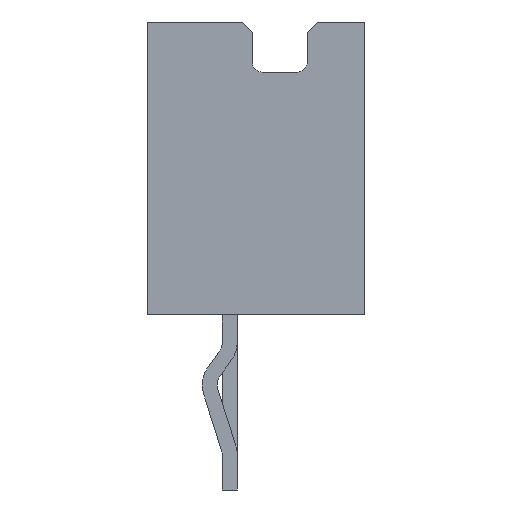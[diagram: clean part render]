
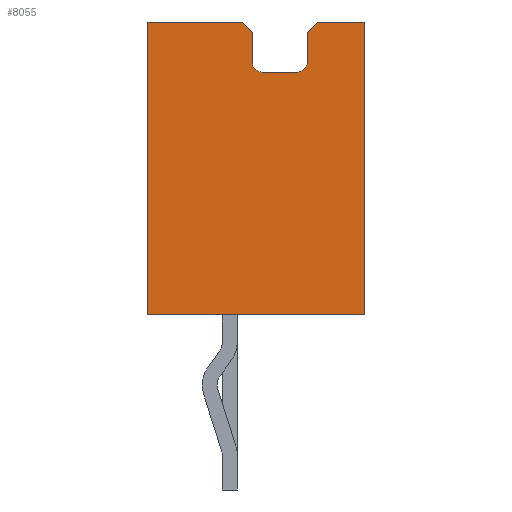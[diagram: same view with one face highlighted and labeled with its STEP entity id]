
A CAD part, left-side view. The second image highlights one B-rep face of the part: STEP entity #8055.
In plain terms, the highlighted planar face has unit normal (-1, 0, 0).
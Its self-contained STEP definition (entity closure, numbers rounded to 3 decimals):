
#153=DIRECTION('',(0.,-1.,0.));
#154=VECTOR('',#153,4.35);
#155=CARTESIAN_POINT('',(-11.,2.175,-2.925));
#156=LINE('',#155,#154);
#509=DIRECTION('',(0.,0.,1.));
#510=VECTOR('',#509,5.85);
#511=CARTESIAN_POINT('',(-11.,-2.175,-2.925));
#512=LINE('',#511,#510);
#605=DIRECTION('',(0.,-1.,0.));
#606=VECTOR('',#605,1.9);
#607=CARTESIAN_POINT('',(-11.,2.175,2.925));
#608=LINE('',#607,#606);
#661=DIRECTION('',(0.,-1.,0.));
#662=VECTOR('',#661,0.95);
#663=CARTESIAN_POINT('',(-11.,-1.225,2.925));
#664=LINE('',#663,#662);
#695=DIRECTION('',(0.,0.707,0.707));
#696=VECTOR('',#695,0.283);
#697=CARTESIAN_POINT('',(-11.,0.075,2.725));
#698=LINE('',#697,#696);
#699=DIRECTION('',(0.,0.,-1.));
#700=VECTOR('',#699,0.6);
#701=CARTESIAN_POINT('',(-11.,0.075,2.725));
#702=LINE('',#701,#700);
#703=CARTESIAN_POINT('',(-11.,-0.125,2.125));
#704=DIRECTION('',(1.,0.,0.));
#705=DIRECTION('',(0.,0.,-1.));
#706=AXIS2_PLACEMENT_3D('',#703,#704,#705);
#708=DIRECTION('',(0.,1.,0.));
#709=VECTOR('',#708,0.7);
#710=CARTESIAN_POINT('',(-11.,-0.825,1.925));
#711=LINE('',#710,#709);
#712=CARTESIAN_POINT('',(-11.,-0.825,2.125));
#713=DIRECTION('',(1.,0.,0.));
#714=DIRECTION('',(0.,-1.,0.));
#715=AXIS2_PLACEMENT_3D('',#712,#713,#714);
#717=DIRECTION('',(0.,0.,-1.));
#718=VECTOR('',#717,0.6);
#719=CARTESIAN_POINT('',(-11.,-1.025,2.725));
#720=LINE('',#719,#718);
#721=DIRECTION('',(0.,0.707,-0.707));
#722=VECTOR('',#721,0.283);
#723=CARTESIAN_POINT('',(-11.,-1.225,2.925));
#724=LINE('',#723,#722);
#725=DIRECTION('',(0.,0.,1.));
#726=VECTOR('',#725,5.85);
#727=CARTESIAN_POINT('',(-11.,2.175,-2.925));
#728=LINE('',#727,#726);
#5663=CARTESIAN_POINT('',(-11.,2.175,-2.925));
#5664=CARTESIAN_POINT('',(-11.,-2.175,-2.925));
#5665=VERTEX_POINT('',#5663);
#5666=VERTEX_POINT('',#5664);
#5667=CARTESIAN_POINT('',(-11.,-2.175,2.925));
#5669=VERTEX_POINT('',#5667);
#5672=CARTESIAN_POINT('',(-11.,2.175,2.925));
#5674=VERTEX_POINT('',#5672);
#5687=CARTESIAN_POINT('',(-11.,-1.025,2.125));
#5688=CARTESIAN_POINT('',(-11.,-0.825,1.925));
#5689=VERTEX_POINT('',#5687);
#5690=VERTEX_POINT('',#5688);
#5691=CARTESIAN_POINT('',(-11.,-0.125,1.925));
#5692=VERTEX_POINT('',#5691);
#5693=CARTESIAN_POINT('',(-11.,0.075,2.125));
#5694=VERTEX_POINT('',#5693);
#5925=CARTESIAN_POINT('',(-11.,0.075,2.725));
#5926=CARTESIAN_POINT('',(-11.,0.275,2.925));
#5927=VERTEX_POINT('',#5925);
#5928=VERTEX_POINT('',#5926);
#5993=CARTESIAN_POINT('',(-11.,-1.225,2.925));
#5994=CARTESIAN_POINT('',(-11.,-1.025,2.725));
#5995=VERTEX_POINT('',#5993);
#5996=VERTEX_POINT('',#5994);
#8030=CARTESIAN_POINT('',(-11.,2.175,-2.925));
#8031=DIRECTION('',(-1.,0.,0.));
#8032=DIRECTION('',(0.,-1.,0.));
#8033=AXIS2_PLACEMENT_3D('',#8030,#8031,#8032);
#8034=PLANE('',#8033);
#8035=ORIENTED_EDGE('',*,*,#8020,.F.);
#8037=ORIENTED_EDGE('',*,*,#8036,.T.);
#8039=ORIENTED_EDGE('',*,*,#8038,.F.);
#8041=ORIENTED_EDGE('',*,*,#8040,.F.);
#8043=ORIENTED_EDGE('',*,*,#8042,.F.);
#8045=ORIENTED_EDGE('',*,*,#8044,.F.);
#8047=ORIENTED_EDGE('',*,*,#8046,.F.);
#8048=ORIENTED_EDGE('',*,*,#7999,.T.);
#8049=ORIENTED_EDGE('',*,*,#7810,.F.);
#8050=ORIENTED_EDGE('',*,*,#7576,.F.);
#8051=ORIENTED_EDGE('',*,*,#7633,.T.);
#8052=ORIENTED_EDGE('',*,*,#7965,.T.);
#8053=EDGE_LOOP('',(#8035,#8037,#8039,#8041,#8043,#8045,#8047,#8048,#8049,#8050,
#8051,#8052));
#8054=FACE_OUTER_BOUND('',#8053,.F.);
#8055=ADVANCED_FACE('',(#8054),#8034,.T.);
#707=CIRCLE('',#706,0.2);
#716=CIRCLE('',#715,0.2);
#7576=EDGE_CURVE('',#5665,#5666,#156,.T.);
#7633=EDGE_CURVE('',#5665,#5674,#728,.T.);
#7810=EDGE_CURVE('',#5666,#5669,#512,.T.);
#7965=EDGE_CURVE('',#5674,#5928,#608,.T.);
#7999=EDGE_CURVE('',#5995,#5669,#664,.T.);
#8020=EDGE_CURVE('',#5927,#5928,#698,.T.);
#8036=EDGE_CURVE('',#5927,#5694,#702,.T.);
#8038=EDGE_CURVE('',#5692,#5694,#707,.T.);
#8040=EDGE_CURVE('',#5690,#5692,#711,.T.);
#8042=EDGE_CURVE('',#5689,#5690,#716,.T.);
#8044=EDGE_CURVE('',#5996,#5689,#720,.T.);
#8046=EDGE_CURVE('',#5995,#5996,#724,.T.);
